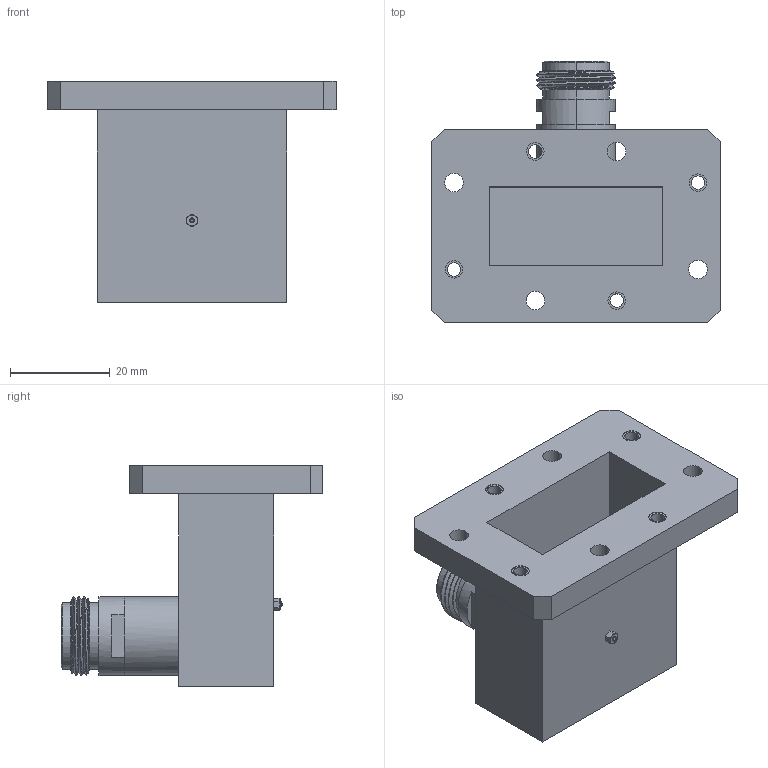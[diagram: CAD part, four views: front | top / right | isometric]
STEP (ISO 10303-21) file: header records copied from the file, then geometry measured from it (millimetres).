
FILE_DESCRIPTION (( 'STEP AP214' ), '1' );
FILE_NAME ('PEWCA1049.step', '2021-05-20T17:07:36', ( '' ), ( '' ), 'SwSTEP 2.0', 'SolidWorks 2020', '' );
FILE_SCHEMA (( 'AUTOMOTIVE_DESIGN' ));
Length unit declared in the file: inch
Products named in the file (3): N FEMALE-SOLID; PEWCA1048; PEWCA1049
Assembly tree (2 placements, depth 2):
  PEWCA1049
    PEWCA1048
    N FEMALE-SOLID
Bounding box: 57.94 x 52.62 x 44.45 mm (x, y, z)
Volume: 20805.8 mm3; surface area: 16952.9 mm2
Topology: 4 solids, 4 shells, 119 faces, 279 edges, 177 vertices
Faces by surface type: cylinder 48, plane 45, cone 23, bspline 3
Entity records: 4367 total; most frequent: CARTESIAN_POINT 1463, DIRECTION 588, ORIENTED_EDGE 558, EDGE_CURVE 279, AXIS2_PLACEMENT_3D 229, VERTEX_POINT 177, EDGE_LOOP 148, LINE 130
